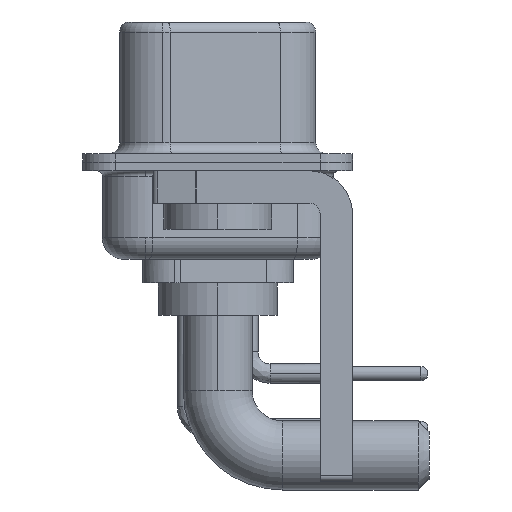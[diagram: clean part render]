
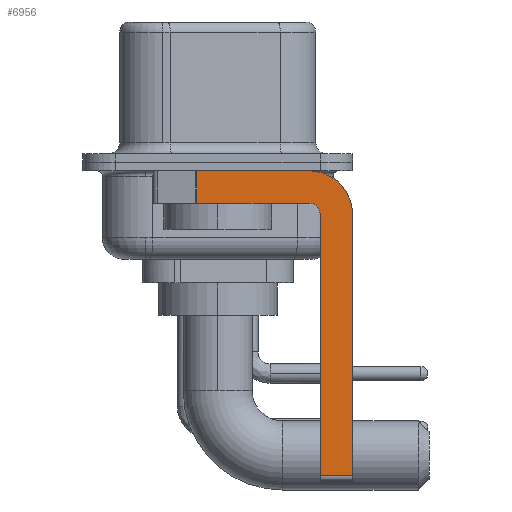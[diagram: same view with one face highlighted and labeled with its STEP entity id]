
A CAD part, left-side view. The second image highlights one B-rep face of the part: STEP entity #6956.
In plain terms, the highlighted planar face has unit normal (-1, 0, 0).
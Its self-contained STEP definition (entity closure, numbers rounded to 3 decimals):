
#1 = CARTESIAN_POINT ( 'NONE',  ( -2.9, -4.25, -1.9 ) ) ;
#535 = VERTEX_POINT ( 'NONE', #22935 ) ;
#756 = DIRECTION ( 'NONE',  ( 0., 0., -1. ) ) ;
#1167 = ORIENTED_EDGE ( 'NONE', *, *, #8754, .F. ) ;
#1202 = VECTOR ( 'NONE', #18572, 1000. ) ;
#1746 = CARTESIAN_POINT ( 'NONE',  ( -2.9, -4.25, -1.9 ) ) ;
#1999 = EDGE_CURVE ( 'NONE', #20537, #17038, #19260, .T. ) ;
#2184 = ORIENTED_EDGE ( 'NONE', *, *, #17761, .T. ) ;
#2250 = CARTESIAN_POINT ( 'NONE',  ( -2.9, -6.25, -2.4 ) ) ;
#2513 = FACE_OUTER_BOUND ( 'NONE', #12130, .T. ) ;
#2553 = LINE ( 'NONE', #20999, #22751 ) ;
#2846 = ORIENTED_EDGE ( 'NONE', *, *, #20447, .F. ) ;
#3076 = VECTOR ( 'NONE', #17969, 1000. ) ;
#3103 = ORIENTED_EDGE ( 'NONE', *, *, #20197, .F. ) ;
#4121 = CARTESIAN_POINT ( 'NONE',  ( -2.9, -6.25, -2.4 ) ) ;
#5831 = CARTESIAN_POINT ( 'NONE',  ( -2.9, -4.75, -14.55 ) ) ;
#6326 = DIRECTION ( 'NONE',  ( 0., -1., 0. ) ) ;
#6405 = EDGE_CURVE ( 'NONE', #8293, #535, #7890, .T. ) ;
#6754 = LINE ( 'NONE', #22624, #15102 ) ;
#6956 = ADVANCED_FACE ( 'NONE', ( #2513 ), #9706, .F. ) ;
#7215 = VERTEX_POINT ( 'NONE', #4121 ) ;
#7414 = CARTESIAN_POINT ( 'NONE',  ( -2.9, 0.978, -1.9 ) ) ;
#7572 = AXIS2_PLACEMENT_3D ( 'NONE', #16945, #11375, #756 ) ;
#7805 = CARTESIAN_POINT ( 'NONE',  ( -2.9, -4.25, -2.4 ) ) ;
#7890 = LINE ( 'NONE', #15124, #8257 ) ;
#8257 = VECTOR ( 'NONE', #6326, 1000. ) ;
#8293 = VERTEX_POINT ( 'NONE', #5831 ) ;
#8444 = DIRECTION ( 'NONE',  ( 0., 0., 1. ) ) ;
#8754 = EDGE_CURVE ( 'NONE', #20319, #7215, #16162, .T. ) ;
#8818 = VERTEX_POINT ( 'NONE', #13021 ) ;
#8957 = AXIS2_PLACEMENT_3D ( 'NONE', #7805, #9681, #9569 ) ;
#9569 = DIRECTION ( 'NONE',  ( 0., 0., -1. ) ) ;
#9681 = DIRECTION ( 'NONE',  ( 1., 0., 0. ) ) ;
#9706 = PLANE ( 'NONE',  #7572 ) ;
#11014 = ORIENTED_EDGE ( 'NONE', *, *, #1999, .F. ) ;
#11375 = DIRECTION ( 'NONE',  ( 1., 0., 0. ) ) ;
#11865 = CARTESIAN_POINT ( 'NONE',  ( -2.9, -4.25, -2.4 ) ) ;
#12130 = EDGE_LOOP ( 'NONE', ( #2846, #2184, #11014, #17534, #3103, #21587, #12998, #1167 ) ) ;
#12827 = AXIS2_PLACEMENT_3D ( 'NONE', #11865, #20763, #8444 ) ;
#12998 = ORIENTED_EDGE ( 'NONE', *, *, #19673, .F. ) ;
#13021 = CARTESIAN_POINT ( 'NONE',  ( -2.9, 0.978, -0.4 ) ) ;
#13687 = VECTOR ( 'NONE', #23389, 1000. ) ;
#14147 = LINE ( 'NONE', #19468, #13687 ) ;
#15102 = VECTOR ( 'NONE', #19190, 1000. ) ;
#15124 = CARTESIAN_POINT ( 'NONE',  ( -2.9, -4.25, -14.55 ) ) ;
#16162 = CIRCLE ( 'NONE', #8957, 2. ) ;
#16945 = CARTESIAN_POINT ( 'NONE',  ( -2.9, -4.25, -2.4 ) ) ;
#17038 = VERTEX_POINT ( 'NONE', #7414 ) ;
#17263 = EDGE_CURVE ( 'NONE', #21454, #20537, #22258, .T. ) ;
#17403 = CARTESIAN_POINT ( 'NONE',  ( -2.9, -4.75, -2.4 ) ) ;
#17534 = ORIENTED_EDGE ( 'NONE', *, *, #17263, .F. ) ;
#17761 = EDGE_CURVE ( 'NONE', #8818, #17038, #6754, .T. ) ;
#17969 = DIRECTION ( 'NONE',  ( 0., 1., 0. ) ) ;
#18452 = LINE ( 'NONE', #2250, #1202 ) ;
#18572 = DIRECTION ( 'NONE',  ( 0., 0., -1. ) ) ;
#18875 = CARTESIAN_POINT ( 'NONE',  ( -2.9, -4.25, -0.4 ) ) ;
#19190 = DIRECTION ( 'NONE',  ( 0., 0., -1. ) ) ;
#19260 = LINE ( 'NONE', #1, #3076 ) ;
#19468 = CARTESIAN_POINT ( 'NONE',  ( -2.9, 3., -0.4 ) ) ;
#19673 = EDGE_CURVE ( 'NONE', #7215, #535, #18452, .T. ) ;
#20197 = EDGE_CURVE ( 'NONE', #8293, #21454, #2553, .T. ) ;
#20319 = VERTEX_POINT ( 'NONE', #18875 ) ;
#20447 = EDGE_CURVE ( 'NONE', #8818, #20319, #14147, .T. ) ;
#20537 = VERTEX_POINT ( 'NONE', #1746 ) ;
#20763 = DIRECTION ( 'NONE',  ( -1., 0., 0. ) ) ;
#20999 = CARTESIAN_POINT ( 'NONE',  ( -2.9, -4.75, -14.8 ) ) ;
#21454 = VERTEX_POINT ( 'NONE', #17403 ) ;
#21587 = ORIENTED_EDGE ( 'NONE', *, *, #6405, .T. ) ;
#22258 = CIRCLE ( 'NONE', #12827, 0.5 ) ;
#22624 = CARTESIAN_POINT ( 'NONE',  ( -2.9, 0.978, -1.9 ) ) ;
#22751 = VECTOR ( 'NONE', #22782, 1000. ) ;
#22782 = DIRECTION ( 'NONE',  ( 0., 0., 1. ) ) ;
#22935 = CARTESIAN_POINT ( 'NONE',  ( -2.9, -6.25, -14.55 ) ) ;
#23389 = DIRECTION ( 'NONE',  ( 0., -1., 0. ) ) ;
